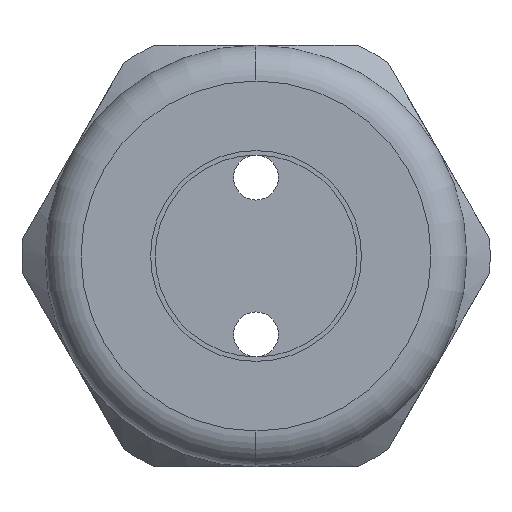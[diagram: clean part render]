
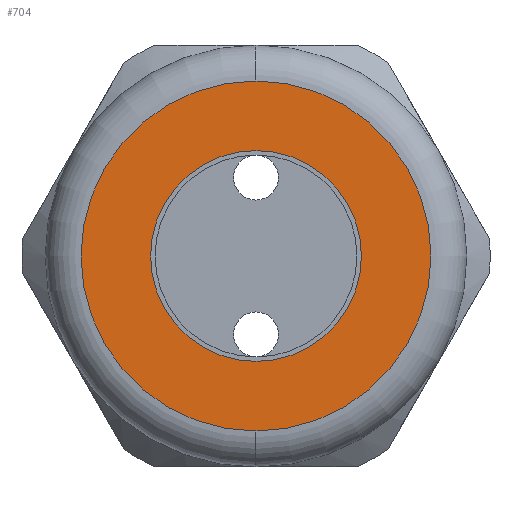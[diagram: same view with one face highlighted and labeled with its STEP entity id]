
A CAD part, left-side view. The second image highlights one B-rep face of the part: STEP entity #704.
In plain terms, the highlighted planar face has unit normal (-1, 0, 0).
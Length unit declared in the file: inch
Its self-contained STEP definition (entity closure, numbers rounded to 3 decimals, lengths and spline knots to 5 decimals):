
#422 = EDGE_CURVE ( 'NONE', #423, #449, #1958, .T. ) ;
#423 = VERTEX_POINT ( 'NONE', #1953 ) ;
#449 = VERTEX_POINT ( 'NONE', #1966 ) ;
#481 = EDGE_CURVE ( 'NONE', #482, #483, #2041, .T. ) ;
#482 = VERTEX_POINT ( 'NONE', #2037 ) ;
#483 = VERTEX_POINT ( 'NONE', #2036 ) ;
#704 = ADVANCED_FACE ( 'NONE', ( #2426, #2425 ), #2424, .T. ) ;
#705 = EDGE_LOOP ( 'NONE', ( #706, #707 ) ) ;
#706 = ORIENTED_EDGE ( 'NONE', *, *, #422, .T. ) ;
#707 = ORIENTED_EDGE ( 'NONE', *, *, #708, .T. ) ;
#708 = EDGE_CURVE ( 'NONE', #449, #423, #2419, .T. ) ;
#709 = EDGE_LOOP ( 'NONE', ( #710, #712 ) ) ;
#710 = ORIENTED_EDGE ( 'NONE', *, *, #711, .T. ) ;
#711 = EDGE_CURVE ( 'NONE', #483, #482, #2414, .T. ) ;
#712 = ORIENTED_EDGE ( 'NONE', *, *, #481, .T. ) ;
#1953 = CARTESIAN_POINT ( 'NONE',  ( -1.37, 0., 0.39 ) ) ;
#1954 = DIRECTION ( 'NONE',  ( 0., 0., 1. ) ) ;
#1955 = DIRECTION ( 'NONE',  ( -1., 0., 0. ) ) ;
#1956 = CARTESIAN_POINT ( 'NONE',  ( -1.37, 0., 0. ) ) ;
#1957 = AXIS2_PLACEMENT_3D ( 'NONE', #1956, #1955, #1954 ) ;
#1958 = CIRCLE ( 'NONE', #1957, 0.39 ) ;
#1966 = CARTESIAN_POINT ( 'NONE',  ( -1.37, 0., -0.39 ) ) ;
#2036 = CARTESIAN_POINT ( 'NONE',  ( -1.37, 0., -0.235 ) ) ;
#2037 = CARTESIAN_POINT ( 'NONE',  ( -1.37, 0., 0.235 ) ) ;
#2038 = DIRECTION ( 'NONE',  ( 0., 0., -1. ) ) ;
#2039 = DIRECTION ( 'NONE',  ( 1., 0., 0. ) ) ;
#2040 = AXIS2_PLACEMENT_3D ( 'NONE', #2047, #2039, #2038 ) ;
#2041 = CIRCLE ( 'NONE', #2040, 0.235 ) ;
#2047 = CARTESIAN_POINT ( 'NONE',  ( -1.37, 0., 0. ) ) ;
#2410 = DIRECTION ( 'NONE',  ( 0., 0., -1. ) ) ;
#2411 = DIRECTION ( 'NONE',  ( 1., 0., 0. ) ) ;
#2412 = CARTESIAN_POINT ( 'NONE',  ( -1.37, 0., 0. ) ) ;
#2413 = AXIS2_PLACEMENT_3D ( 'NONE', #2412, #2411, #2410 ) ;
#2414 = CIRCLE ( 'NONE', #2413, 0.235 ) ;
#2415 = DIRECTION ( 'NONE',  ( 0., 0., 1. ) ) ;
#2416 = DIRECTION ( 'NONE',  ( -1., 0., 0. ) ) ;
#2417 = CARTESIAN_POINT ( 'NONE',  ( -1.37, 0., 0. ) ) ;
#2418 = AXIS2_PLACEMENT_3D ( 'NONE', #2417, #2416, #2415 ) ;
#2419 = CIRCLE ( 'NONE', #2418, 0.39 ) ;
#2420 = DIRECTION ( 'NONE',  ( 0., 0., 1. ) ) ;
#2421 = DIRECTION ( 'NONE',  ( -1., 0., 0. ) ) ;
#2422 = CARTESIAN_POINT ( 'NONE',  ( -1.37, 0.47, 0. ) ) ;
#2423 = AXIS2_PLACEMENT_3D ( 'NONE', #2422, #2421, #2420 ) ;
#2424 = PLANE ( 'NONE',  #2423 ) ;
#2425 = FACE_BOUND ( 'NONE', #709, .T. ) ;
#2426 = FACE_OUTER_BOUND ( 'NONE', #705, .T. ) ;
